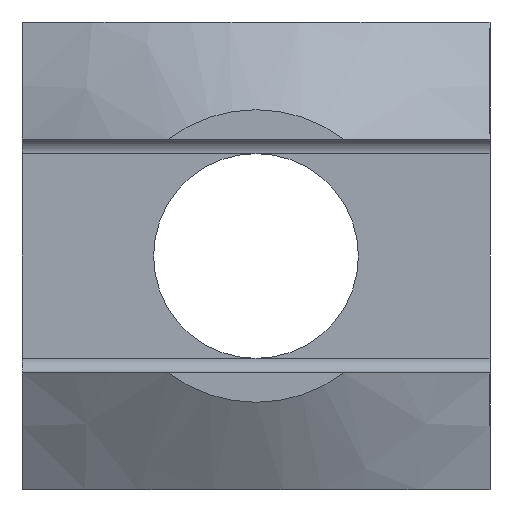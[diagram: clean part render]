
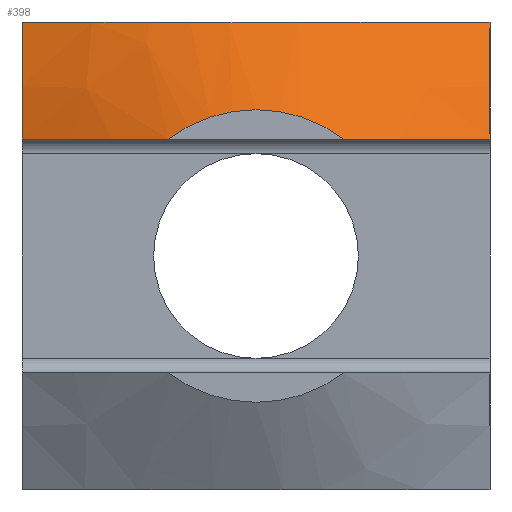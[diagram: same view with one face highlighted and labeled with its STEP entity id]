
A CAD part, front view. The second image highlights one B-rep face of the part: STEP entity #398.
In plain terms, the highlighted conical face has half-angle 60 degrees and reference radius 5 mm.
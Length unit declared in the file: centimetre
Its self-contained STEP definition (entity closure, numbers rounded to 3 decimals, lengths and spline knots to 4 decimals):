
#21=CONICAL_SURFACE($,#434,0.5,1.047);
#44=(
BOUNDED_CURVE()
B_SPLINE_CURVE(2,(#597,#598,#599),.UNSPECIFIED.,.F.,.F.)
B_SPLINE_CURVE_WITH_KNOTS((3,3),(-9.4386,-3.3487),
 .UNSPECIFIED.)
CURVE()
GEOMETRIC_REPRESENTATION_ITEM()
RATIONAL_B_SPLINE_CURVE((3.401,4.81,3.401))
REPRESENTATION_ITEM($)
);
#48=(
BOUNDED_CURVE()
B_SPLINE_CURVE(2,(#631,#632,#633,#634),.UNSPECIFIED.,.F.,.F.)
B_SPLINE_CURVE_WITH_KNOTS((3,1,3),(7.8257,8.647,9.5973),
 .UNSPECIFIED.)
CURVE()
GEOMETRIC_REPRESENTATION_ITEM()
RATIONAL_B_SPLINE_CURVE((6.1,5.798,4.889,
4.241))
REPRESENTATION_ITEM($)
);
#49=(
BOUNDED_CURVE()
B_SPLINE_CURVE(2,(#637,#638,#639,#640),.UNSPECIFIED.,.F.,.F.)
B_SPLINE_CURVE_WITH_KNOTS((3,1,3),(1.9056,1.9721,3.6772),
 .UNSPECIFIED.)
CURVE()
GEOMETRIC_REPRESENTATION_ITEM()
RATIONAL_B_SPLINE_CURVE((4.241,4.287,5.473,
6.1))
REPRESENTATION_ITEM($)
);
#52=(
BOUNDED_CURVE()
B_SPLINE_CURVE(2,(#670,#671,#672),.UNSPECIFIED.,.F.,.F.)
B_SPLINE_CURVE_WITH_KNOTS((3,3),(8.129,9.4386),
 .UNSPECIFIED.)
CURVE()
GEOMETRIC_REPRESENTATION_ITEM()
RATIONAL_B_SPLINE_CURVE((3.877,3.704,3.401))
REPRESENTATION_ITEM($)
);
#53=(
BOUNDED_CURVE()
B_SPLINE_CURVE(2,(#674,#675,#676),.UNSPECIFIED.,.F.,.F.)
B_SPLINE_CURVE_WITH_KNOTS((3,3),(3.3487,4.6583),
 .UNSPECIFIED.)
CURVE()
GEOMETRIC_REPRESENTATION_ITEM()
RATIONAL_B_SPLINE_CURVE((3.401,3.704,3.877))
REPRESENTATION_ITEM($)
);
#64=FACE_OUTER_BOUND($,#95,.T.);
#95=EDGE_LOOP($,(#305,#306,#307,#308,#309,#310));
#133=CIRCLE($,#435,0.5);
#187=VERTEX_POINT($,#593);
#189=VERTEX_POINT($,#596);
#198=VERTEX_POINT($,#624);
#200=VERTEX_POINT($,#628);
#201=VERTEX_POINT($,#630);
#202=VERTEX_POINT($,#635);
#227=EDGE_CURVE($,#187,#189,#44,.T.);
#239=EDGE_CURVE($,#201,#200,#48,.T.);
#241=EDGE_CURVE($,#198,#202,#49,.T.);
#252=EDGE_CURVE($,#198,#187,#52,.T.);
#253=EDGE_CURVE($,#202,#201,#133,.T.);
#254=EDGE_CURVE($,#189,#200,#53,.T.);
#305=ORIENTED_EDGE($,*,*,#252,.F.);
#306=ORIENTED_EDGE($,*,*,#241,.T.);
#307=ORIENTED_EDGE($,*,*,#253,.T.);
#308=ORIENTED_EDGE($,*,*,#239,.T.);
#309=ORIENTED_EDGE($,*,*,#254,.F.);
#310=ORIENTED_EDGE($,*,*,#227,.F.);
#398=ADVANCED_FACE($,(#64),#21,.T.);
#434=AXIS2_PLACEMENT_3D($,#669,#511,#512);
#435=AXIS2_PLACEMENT_3D($,#673,#513,#514);
#511=DIRECTION('center_axis',(0.,1.,0.));
#512=DIRECTION('ref_axis',(-1.,0.,0.));
#513=DIRECTION('center_axis',(0.,1.,0.));
#514=DIRECTION('ref_axis',(-1.,0.,0.));
#593=CARTESIAN_POINT('',(-0.8,-4.1819,0.8));
#596=CARTESIAN_POINT('',(0.8,-4.1819,0.8));
#597=CARTESIAN_POINT('Ctrl Pts',(-0.8,-4.1819,0.8));
#598=CARTESIAN_POINT('Ctrl Pts',(0.,-4.5085,
0.8));
#599=CARTESIAN_POINT('Ctrl Pts',(0.8,-4.1819,0.8));
#624=CARTESIAN_POINT('',(-0.8,-4.3187,0.4));
#628=CARTESIAN_POINT('',(0.8,-4.3187,0.4));
#630=CARTESIAN_POINT('',(0.3,-4.5464,0.4));
#631=CARTESIAN_POINT('Ctrl Pts',(0.3,-4.5464,0.4));
#632=CARTESIAN_POINT('Ctrl Pts',(0.3781,-4.5194,0.4));
#633=CARTESIAN_POINT('Ctrl Pts',(0.6083,-4.4177,0.4));
#634=CARTESIAN_POINT('Ctrl Pts',(0.8,-4.3187,0.4));
#635=CARTESIAN_POINT('',(-0.3,-4.5464,0.4));
#637=CARTESIAN_POINT('Ctrl Pts',(-0.8,-4.3187,0.4));
#638=CARTESIAN_POINT('Ctrl Pts',(-0.7847,-4.3266,0.4));
#639=CARTESIAN_POINT('Ctrl Pts',(-0.4718,-4.4869,0.4));
#640=CARTESIAN_POINT('Ctrl Pts',(-0.3,-4.5464,0.4));
#669=CARTESIAN_POINT('Origin',(0.,-4.5464,
0.));
#670=CARTESIAN_POINT('Ctrl Pts',(-0.8,-4.3187,0.4));
#671=CARTESIAN_POINT('Ctrl Pts',(-0.8,-4.2731,0.5766));
#672=CARTESIAN_POINT('Ctrl Pts',(-0.8,-4.1819,0.8));
#673=CARTESIAN_POINT('Origin',(0.,-4.5464,
0.));
#674=CARTESIAN_POINT('Ctrl Pts',(0.8,-4.1819,0.8));
#675=CARTESIAN_POINT('Ctrl Pts',(0.8,-4.2731,0.5766));
#676=CARTESIAN_POINT('Ctrl Pts',(0.8,-4.3187,0.4));
